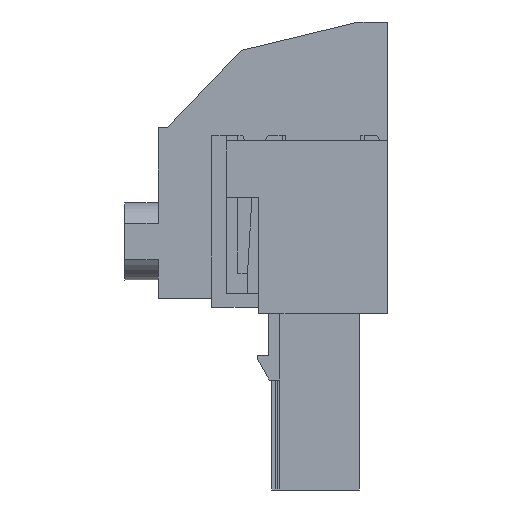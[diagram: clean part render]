
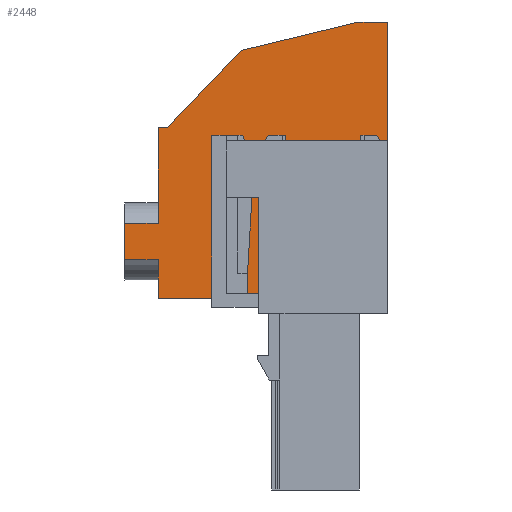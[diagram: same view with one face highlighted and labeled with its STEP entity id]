
A CAD part, left-side view. The second image highlights one B-rep face of the part: STEP entity #2448.
In plain terms, the highlighted planar face has unit normal (-1, 0, 0).
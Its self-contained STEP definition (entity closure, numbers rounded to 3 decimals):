
#2329=AXIS2_PLACEMENT_3D('Plane Axis2P3D',#2326,#2327,#2328) ;
#381=CARTESIAN_POINT('Vertex',(7.62,0.,41.15)) ;
#384=CARTESIAN_POINT('Line Origine',(7.62,0.,35.925)) ;
#388=CARTESIAN_POINT('Vertex',(7.62,0.,30.7)) ;
#815=CARTESIAN_POINT('Vertex',(7.62,11.3,16.85)) ;
#981=CARTESIAN_POINT('Vertex',(7.62,11.36,30.7)) ;
#984=CARTESIAN_POINT('Line Origine',(7.62,11.33,23.775)) ;
#2314=CARTESIAN_POINT('Line Origine',(7.62,5.68,30.7)) ;
#2326=CARTESIAN_POINT('Axis2P3D Location',(7.62,20.15,20.25)) ;
#2331=CARTESIAN_POINT('Line Origine',(7.62,21.625,20.25)) ;
#2335=CARTESIAN_POINT('Vertex',(7.62,20.15,20.25)) ;
#2337=CARTESIAN_POINT('Vertex',(7.62,23.1,20.25)) ;
#2340=CARTESIAN_POINT('Line Origine',(7.62,20.15,18.55)) ;
#2344=CARTESIAN_POINT('Vertex',(7.62,20.15,16.85)) ;
#2347=CARTESIAN_POINT('Line Origine',(7.62,15.725,16.85)) ;
#2352=CARTESIAN_POINT('Line Origine',(7.62,1.25,41.15)) ;
#2356=CARTESIAN_POINT('Vertex',(7.62,2.5,41.15)) ;
#2359=CARTESIAN_POINT('Line Origine',(7.62,7.674,39.9)) ;
#2363=CARTESIAN_POINT('Vertex',(7.62,12.849,38.65)) ;
#2366=CARTESIAN_POINT('Line Origine',(7.62,16.099,35.25)) ;
#2370=CARTESIAN_POINT('Vertex',(7.62,19.35,31.85)) ;
#2373=CARTESIAN_POINT('Line Origine',(7.62,19.75,31.85)) ;
#2377=CARTESIAN_POINT('Vertex',(7.62,20.15,31.85)) ;
#2380=CARTESIAN_POINT('Line Origine',(7.62,20.15,27.65)) ;
#2384=CARTESIAN_POINT('Vertex',(7.62,20.15,23.45)) ;
#2387=CARTESIAN_POINT('Line Origine',(7.62,21.625,23.45)) ;
#2391=CARTESIAN_POINT('Vertex',(7.62,23.1,23.45)) ;
#2394=CARTESIAN_POINT('Line Origine',(7.62,23.1,21.85)) ;
#2414=CARTESIAN_POINT('Line Origine',(7.62,13.66,30.7)) ;
#2418=CARTESIAN_POINT('Vertex',(7.62,14.16,30.7)) ;
#2420=CARTESIAN_POINT('Vertex',(7.62,13.16,30.7)) ;
#2423=CARTESIAN_POINT('Line Origine',(7.62,13.16,28.2)) ;
#2427=CARTESIAN_POINT('Vertex',(7.62,13.16,25.7)) ;
#2430=CARTESIAN_POINT('Line Origine',(7.62,13.66,25.7)) ;
#2434=CARTESIAN_POINT('Vertex',(7.62,14.16,25.7)) ;
#2437=CARTESIAN_POINT('Line Origine',(7.62,14.16,28.2)) ;
#385=DIRECTION('Vector Direction',(0.,0.,1.)) ;
#985=DIRECTION('Vector Direction',(0.,0.004,1.)) ;
#2315=DIRECTION('Vector Direction',(0.,1.,0.)) ;
#2327=DIRECTION('Axis2P3D Direction',(-1.,0.,0.)) ;
#2328=DIRECTION('Axis2P3D XDirection',(0.,0.,1.)) ;
#2332=DIRECTION('Vector Direction',(0.,1.,0.)) ;
#2341=DIRECTION('Vector Direction',(0.,0.,1.)) ;
#2348=DIRECTION('Vector Direction',(0.,-1.,0.)) ;
#2353=DIRECTION('Vector Direction',(0.,1.,0.)) ;
#2360=DIRECTION('Vector Direction',(0.,0.972,-0.235)) ;
#2367=DIRECTION('Vector Direction',(0.,-0.691,0.723)) ;
#2374=DIRECTION('Vector Direction',(0.,-1.,0.)) ;
#2381=DIRECTION('Vector Direction',(0.,0.,1.)) ;
#2388=DIRECTION('Vector Direction',(0.,1.,0.)) ;
#2395=DIRECTION('Vector Direction',(0.,0.,1.)) ;
#2415=DIRECTION('Vector Direction',(0.,-1.,0.)) ;
#2424=DIRECTION('Vector Direction',(0.,0.,1.)) ;
#2431=DIRECTION('Vector Direction',(0.,-1.,0.)) ;
#2438=DIRECTION('Vector Direction',(0.,0.,1.)) ;
#386=VECTOR('Line Direction',#385,1.) ;
#986=VECTOR('Line Direction',#985,1.) ;
#2316=VECTOR('Line Direction',#2315,1.) ;
#2333=VECTOR('Line Direction',#2332,1.) ;
#2342=VECTOR('Line Direction',#2341,1.) ;
#2349=VECTOR('Line Direction',#2348,1.) ;
#2354=VECTOR('Line Direction',#2353,1.) ;
#2361=VECTOR('Line Direction',#2360,1.) ;
#2368=VECTOR('Line Direction',#2367,1.) ;
#2375=VECTOR('Line Direction',#2374,1.) ;
#2382=VECTOR('Line Direction',#2381,1.) ;
#2389=VECTOR('Line Direction',#2388,1.) ;
#2396=VECTOR('Line Direction',#2395,1.) ;
#2416=VECTOR('Line Direction',#2415,1.) ;
#2425=VECTOR('Line Direction',#2424,1.) ;
#2432=VECTOR('Line Direction',#2431,1.) ;
#2439=VECTOR('Line Direction',#2438,1.) ;
#2400=ORIENTED_EDGE('',*,*,#2339,.F.) ;
#2401=ORIENTED_EDGE('',*,*,#2346,.T.) ;
#2402=ORIENTED_EDGE('',*,*,#2351,.T.) ;
#2403=ORIENTED_EDGE('',*,*,#988,.T.) ;
#2404=ORIENTED_EDGE('',*,*,#2318,.T.) ;
#2405=ORIENTED_EDGE('',*,*,#390,.T.) ;
#2406=ORIENTED_EDGE('',*,*,#2358,.T.) ;
#2407=ORIENTED_EDGE('',*,*,#2365,.T.) ;
#2408=ORIENTED_EDGE('',*,*,#2372,.F.) ;
#2409=ORIENTED_EDGE('',*,*,#2379,.F.) ;
#2410=ORIENTED_EDGE('',*,*,#2386,.T.) ;
#2411=ORIENTED_EDGE('',*,*,#2393,.T.) ;
#2412=ORIENTED_EDGE('',*,*,#2398,.F.) ;
#2443=ORIENTED_EDGE('',*,*,#2422,.T.) ;
#2444=ORIENTED_EDGE('',*,*,#2429,.T.) ;
#2445=ORIENTED_EDGE('',*,*,#2436,.F.) ;
#2446=ORIENTED_EDGE('',*,*,#2441,.F.) ;
#2447=FACE_BOUND('',#2442,.T.) ;
#2448=ADVANCED_FACE('HOUSING',(#2413,#2447),#2330,.T.) ;
#390=EDGE_CURVE('',#389,#382,#387,.T.) ;
#988=EDGE_CURVE('',#816,#982,#987,.T.) ;
#2318=EDGE_CURVE('',#982,#389,#2317,.F.) ;
#2339=EDGE_CURVE('',#2336,#2338,#2334,.T.) ;
#2346=EDGE_CURVE('',#2336,#2345,#2343,.F.) ;
#2351=EDGE_CURVE('',#2345,#816,#2350,.T.) ;
#2358=EDGE_CURVE('',#382,#2357,#2355,.T.) ;
#2365=EDGE_CURVE('',#2357,#2364,#2362,.T.) ;
#2372=EDGE_CURVE('',#2371,#2364,#2369,.T.) ;
#2379=EDGE_CURVE('',#2378,#2371,#2376,.T.) ;
#2386=EDGE_CURVE('',#2378,#2385,#2383,.F.) ;
#2393=EDGE_CURVE('',#2385,#2392,#2390,.T.) ;
#2398=EDGE_CURVE('',#2338,#2392,#2397,.T.) ;
#2422=EDGE_CURVE('',#2419,#2421,#2417,.T.) ;
#2429=EDGE_CURVE('',#2421,#2428,#2426,.F.) ;
#2436=EDGE_CURVE('',#2435,#2428,#2433,.T.) ;
#2441=EDGE_CURVE('',#2419,#2435,#2440,.F.) ;
#2399=EDGE_LOOP('',(#2400,#2401,#2402,#2403,#2404,#2405,#2406,#2407,#2408,#2409,#2410,#2411,#2412)) ;
#2442=EDGE_LOOP('',(#2443,#2444,#2445,#2446)) ;
#2413=FACE_OUTER_BOUND('',#2399,.T.) ;
#387=LINE('Line',#384,#386) ;
#987=LINE('Line',#984,#986) ;
#2317=LINE('Line',#2314,#2316) ;
#2334=LINE('Line',#2331,#2333) ;
#2343=LINE('Line',#2340,#2342) ;
#2350=LINE('Line',#2347,#2349) ;
#2355=LINE('Line',#2352,#2354) ;
#2362=LINE('Line',#2359,#2361) ;
#2369=LINE('Line',#2366,#2368) ;
#2376=LINE('Line',#2373,#2375) ;
#2383=LINE('Line',#2380,#2382) ;
#2390=LINE('Line',#2387,#2389) ;
#2397=LINE('Line',#2394,#2396) ;
#2417=LINE('Line',#2414,#2416) ;
#2426=LINE('Line',#2423,#2425) ;
#2433=LINE('Line',#2430,#2432) ;
#2440=LINE('Line',#2437,#2439) ;
#2330=PLANE('',#2329) ;
#382=VERTEX_POINT('',#381) ;
#389=VERTEX_POINT('',#388) ;
#816=VERTEX_POINT('',#815) ;
#982=VERTEX_POINT('',#981) ;
#2336=VERTEX_POINT('',#2335) ;
#2338=VERTEX_POINT('',#2337) ;
#2345=VERTEX_POINT('',#2344) ;
#2357=VERTEX_POINT('',#2356) ;
#2364=VERTEX_POINT('',#2363) ;
#2371=VERTEX_POINT('',#2370) ;
#2378=VERTEX_POINT('',#2377) ;
#2385=VERTEX_POINT('',#2384) ;
#2392=VERTEX_POINT('',#2391) ;
#2419=VERTEX_POINT('',#2418) ;
#2421=VERTEX_POINT('',#2420) ;
#2428=VERTEX_POINT('',#2427) ;
#2435=VERTEX_POINT('',#2434) ;
